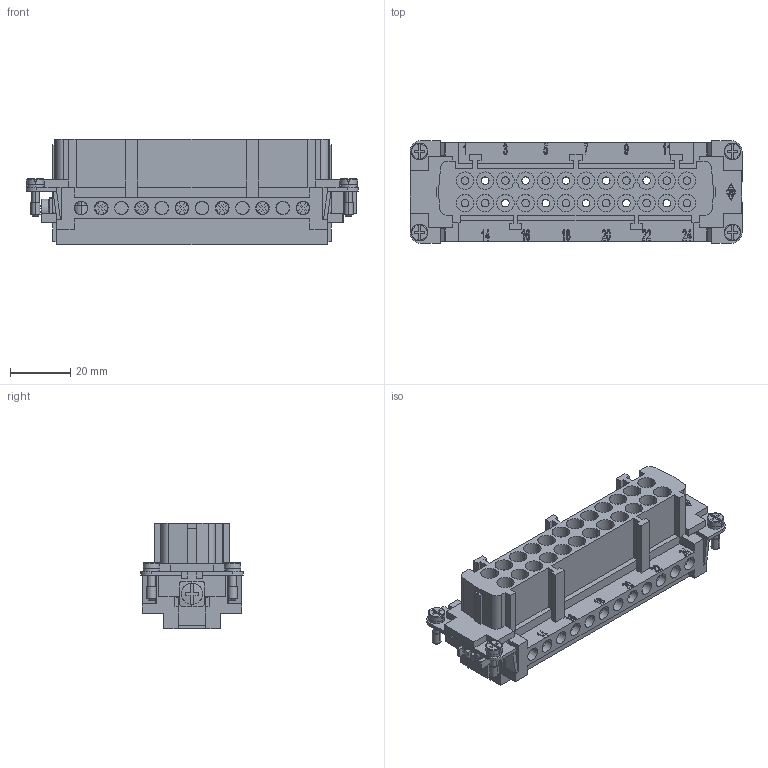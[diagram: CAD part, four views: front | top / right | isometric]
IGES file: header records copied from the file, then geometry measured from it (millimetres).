
Global section: file name: No Iges File Name specified; native system: AutoDesk Inventor R6.1; preprocessor: AutoDesk Inventor Iges Exporter R6.1; author: No Author specified; organization: No Organization specified; date: 20061031.132345; units: millimetre
Bounding box: 110.3 x 34 x 35 mm (x, y, z)
Volume: 53425.5 mm3; surface area: 40387.6 mm2
Topology: 25 solids, 25 shells, 1956 faces, 5222 edges, 3431 vertices
Faces by surface type: plane 974, bspline 680, revolution 162, cylinder 124, torus 8, cone 4, sphere 4
